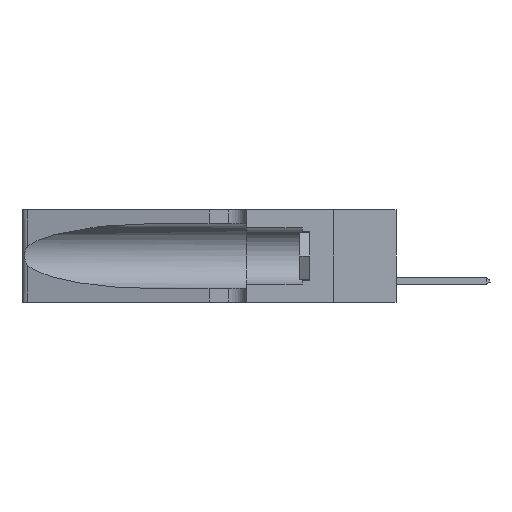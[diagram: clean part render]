
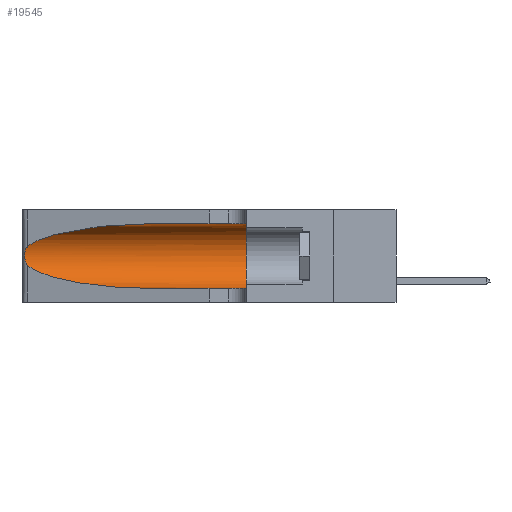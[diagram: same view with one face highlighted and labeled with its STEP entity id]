
A CAD part, left-side view. The second image highlights one B-rep face of the part: STEP entity #19545.
In plain terms, the highlighted cylindrical face has radius 3.308 mm (diameter 6.617 mm), a partial arc.
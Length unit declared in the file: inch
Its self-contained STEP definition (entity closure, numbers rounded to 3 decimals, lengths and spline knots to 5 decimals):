
#195 = CARTESIAN_POINT ( 'NONE',  ( 0.1305, 1.61858, 0.31525 ) ) ;
#1111 = CARTESIAN_POINT ( 'NONE',  ( 0.25639, 1.23184, 0.21858 ) ) ;
#1167 = EDGE_CURVE ( 'NONE', #30618, #31540, #11571, .T. ) ;
#2989 = DIRECTION ( 'NONE',  ( 0., 1., 0. ) ) ;
#3413 = CARTESIAN_POINT ( 'NONE',  ( 0.1305, 0.72297, 0.05475 ) ) ;
#3579 = CARTESIAN_POINT ( 'NONE',  ( 0.25856, 1.23593, 0.16098 ) ) ;
#3853 = AXIS2_PLACEMENT_3D ( 'NONE', #18168, #2989, #30015 ) ;
#3996 = CARTESIAN_POINT ( 'NONE',  ( 0.18966, 0.96281, 0.31525 ) ) ;
#4677 = CARTESIAN_POINT ( 'NONE',  ( 0.1305, 0.35, 0.05475 ) ) ;
#4913 = EDGE_CURVE ( 'NONE', #29548, #31266, #9738, .T. ) ;
#5503 = CIRCLE ( 'NONE', #3853, 0.13025 ) ;
#6273 = CARTESIAN_POINT ( 'NONE',  ( 0.1305, 0.72297, 0.31525 ) ) ;
#7531 = CARTESIAN_POINT ( 'NONE',  ( 0.1305, 0.72297, 0.05475 ) ) ;
#8516 = CARTESIAN_POINT ( 'NONE',  ( 0.25487, 1.22718, 0.14631 ) ) ;
#9136 = LINE ( 'NONE', #195, #27981 ) ;
#9662 = ORIENTED_EDGE ( 'NONE', *, *, #23867, .T. ) ;
#9738 = B_SPLINE_CURVE_WITH_KNOTS ( 'NONE', 3,
 ( #20983, #30586, #1111, #15879, #11012, #18320, #18542, #25930, #25827, #3579, #23233, #28319, #23462, #8516 ),
 .UNSPECIFIED., .F., .F.,
 ( 4, 2, 2, 2, 2, 2, 4 ),
 ( 0., 0.00027, 0.00053, 0.00107, 0.0016, 0.00187, 0.00214 ),
 .UNSPECIFIED. ) ;
#9799 = ORIENTED_EDGE ( 'NONE', *, *, #1167, .T. ) ;
#11012 = CARTESIAN_POINT ( 'NONE',  ( 0.25854, 1.2359, 0.20912 ) ) ;
#11131 =( BOUNDED_CURVE ( )  B_SPLINE_CURVE ( 3, ( #23289, #11286, #29696, #7531 ),
 .UNSPECIFIED., .F., .F. ) 
 B_SPLINE_CURVE_WITH_KNOTS ( ( 4, 4 ),
 ( 3.44316, 4.71239 ),
 .UNSPECIFIED. ) 
 CURVE ( )  GEOMETRIC_REPRESENTATION_ITEM ( )  RATIONAL_B_SPLINE_CURVE ( ( 1., 0.87, 0.87, 1. ) ) 
 REPRESENTATION_ITEM ( '' )  );
#11286 = CARTESIAN_POINT ( 'NONE',  ( 0.2373, 1.15595, 0.08982 ) ) ;
#11571 = LINE ( 'NONE', #26522, #28884 ) ;
#12097 = ORIENTED_EDGE ( 'NONE', *, *, #4913, .T. ) ;
#12941 = DIRECTION ( 'NONE',  ( 0., 0., -1. ) ) ;
#13518 = ORIENTED_EDGE ( 'NONE', *, *, #29871, .F. ) ;
#14495 = EDGE_CURVE ( 'NONE', #31310, #31540, #5503, .T. ) ;
#14852 = DIRECTION ( 'NONE',  ( 0., -1., 0. ) ) ;
#15879 = CARTESIAN_POINT ( 'NONE',  ( 0.25787, 1.23484, 0.2124 ) ) ;
#16592 = DIRECTION ( 'NONE',  ( 0., -1., 0. ) ) ;
#18168 = CARTESIAN_POINT ( 'NONE',  ( 0.1305, 0.35, 0.185 ) ) ;
#18320 = CARTESIAN_POINT ( 'NONE',  ( 0.26018, 1.23835, 0.19895 ) ) ;
#18542 = CARTESIAN_POINT ( 'NONE',  ( 0.26075, 1.23896, 0.19203 ) ) ;
#18901 = CARTESIAN_POINT ( 'NONE',  ( 0.25487, 1.22718, 0.22369 ) ) ;
#19396 = EDGE_LOOP ( 'NONE', ( #22317, #12097, #9662, #9799, #29284, #13518 ) ) ;
#19545 = ADVANCED_FACE ( 'NONE', ( #24347 ), #22384, .F. ) ;
#19749 =( BOUNDED_CURVE ( )  B_SPLINE_CURVE ( 3, ( #31342, #3996, #21612, #31865 ),
 .UNSPECIFIED., .F., .F. ) 
 B_SPLINE_CURVE_WITH_KNOTS ( ( 4, 4 ),
 ( 1.5708, 2.84003 ),
 .UNSPECIFIED. ) 
 CURVE ( )  GEOMETRIC_REPRESENTATION_ITEM ( )  RATIONAL_B_SPLINE_CURVE ( ( 1., 0.87, 0.87, 1. ) ) 
 REPRESENTATION_ITEM ( '' )  );
#20798 = CARTESIAN_POINT ( 'NONE',  ( 0.1305, 0.35, 0.31525 ) ) ;
#20983 = CARTESIAN_POINT ( 'NONE',  ( 0.25487, 1.22718, 0.22369 ) ) ;
#21134 = VERTEX_POINT ( 'NONE', #6273 ) ;
#21612 = CARTESIAN_POINT ( 'NONE',  ( 0.2373, 1.15595, 0.28018 ) ) ;
#22317 = ORIENTED_EDGE ( 'NONE', *, *, #28443, .T. ) ;
#22384 = CYLINDRICAL_SURFACE ( 'NONE', #25449, 0.13025 ) ;
#23233 = CARTESIAN_POINT ( 'NONE',  ( 0.25789, 1.23486, 0.15765 ) ) ;
#23289 = CARTESIAN_POINT ( 'NONE',  ( 0.25487, 1.22718, 0.14631 ) ) ;
#23462 = CARTESIAN_POINT ( 'NONE',  ( 0.25555, 1.22993, 0.14849 ) ) ;
#23867 = EDGE_CURVE ( 'NONE', #31266, #30618, #11131, .T. ) ;
#24347 = FACE_OUTER_BOUND ( 'NONE', #19396, .T. ) ;
#25161 = CARTESIAN_POINT ( 'NONE',  ( 0.25487, 1.22718, 0.14631 ) ) ;
#25449 = AXIS2_PLACEMENT_3D ( 'NONE', #27971, #27633, #12941 ) ;
#25827 = CARTESIAN_POINT ( 'NONE',  ( 0.26017, 1.23833, 0.17102 ) ) ;
#25930 = CARTESIAN_POINT ( 'NONE',  ( 0.26075, 1.23896, 0.178 ) ) ;
#26522 = CARTESIAN_POINT ( 'NONE',  ( 0.1305, 1.61858, 0.05475 ) ) ;
#27633 = DIRECTION ( 'NONE',  ( 0., -1., 0. ) ) ;
#27971 = CARTESIAN_POINT ( 'NONE',  ( 0.1305, 1.61858, 0.185 ) ) ;
#27981 = VECTOR ( 'NONE', #14852, 39.37008 ) ;
#28319 = CARTESIAN_POINT ( 'NONE',  ( 0.25639, 1.23186, 0.15144 ) ) ;
#28443 = EDGE_CURVE ( 'NONE', #21134, #29548, #19749, .T. ) ;
#28884 = VECTOR ( 'NONE', #16592, 39.37008 ) ;
#29284 = ORIENTED_EDGE ( 'NONE', *, *, #14495, .F. ) ;
#29548 = VERTEX_POINT ( 'NONE', #18901 ) ;
#29696 = CARTESIAN_POINT ( 'NONE',  ( 0.18966, 0.96281, 0.05475 ) ) ;
#29871 = EDGE_CURVE ( 'NONE', #21134, #31310, #9136, .T. ) ;
#30015 = DIRECTION ( 'NONE',  ( 0., 0., 1. ) ) ;
#30586 = CARTESIAN_POINT ( 'NONE',  ( 0.25555, 1.22994, 0.2215 ) ) ;
#30618 = VERTEX_POINT ( 'NONE', #3413 ) ;
#31266 = VERTEX_POINT ( 'NONE', #25161 ) ;
#31310 = VERTEX_POINT ( 'NONE', #20798 ) ;
#31342 = CARTESIAN_POINT ( 'NONE',  ( 0.1305, 0.72297, 0.31525 ) ) ;
#31540 = VERTEX_POINT ( 'NONE', #4677 ) ;
#31865 = CARTESIAN_POINT ( 'NONE',  ( 0.25487, 1.22718, 0.22369 ) ) ;
